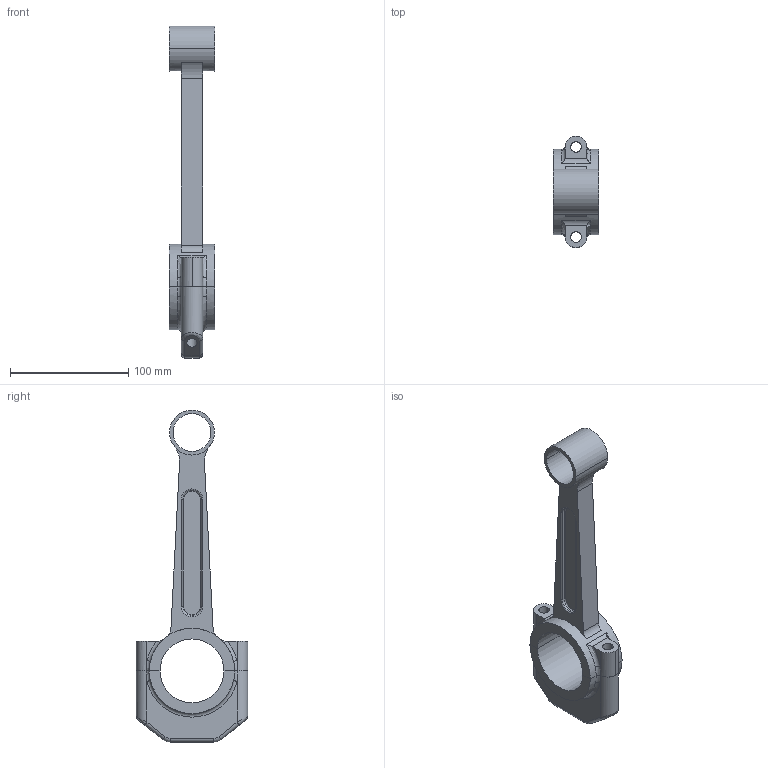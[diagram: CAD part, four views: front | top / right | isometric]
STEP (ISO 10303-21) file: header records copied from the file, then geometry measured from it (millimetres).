
FILE_DESCRIPTION(('CATIA V5 STEP Exchange'),'2;1');
FILE_NAME('biela completa.stp','2024-02-12T15:24:19+00:00',('none'),('none'),'CATIA Version 5 Release 21 GA (IN-10)','CATIA V5 STEP AP203','none');
FILE_SCHEMA(('CONFIG_CONTROL_DESIGN'));
Length unit declared in the file: millimetre
Products named in the file (1): Product1
Assembly tree (2 placements, depth 2):
  Product1
    #58
    #1833
Bounding box: 38 x 94 x 280.2 mm (x, y, z)
Volume: 197496.6 mm3; surface area: 55226.8 mm2
Topology: 2 solids, 2 shells, 108 faces, 272 edges, 172 vertices
Faces by surface type: cylinder 49, plane 31, torus 18, bspline 10
Entity records: 4195 total; most frequent: CARTESIAN_POINT 1708, ORIENTED_EDGE 544, DIRECTION 394, EDGE_CURVE 272, AXIS2_PLACEMENT_3D 204, VERTEX_POINT 172, EDGE_LOOP 122, CIRCLE 116
